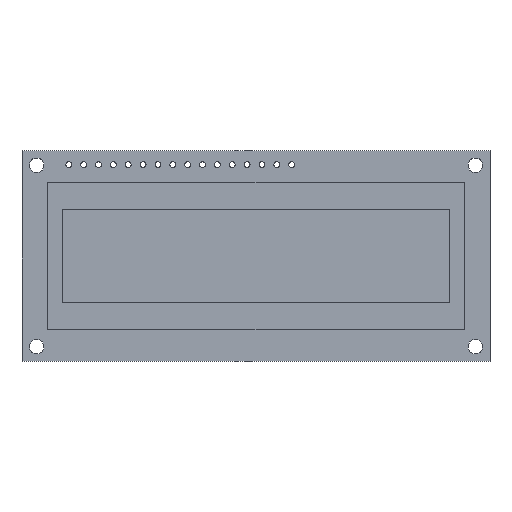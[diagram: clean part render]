
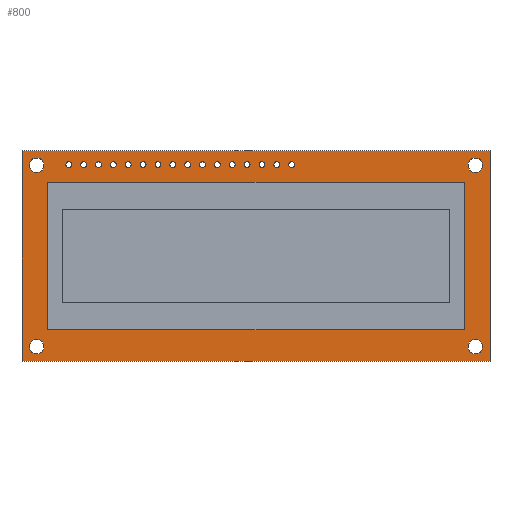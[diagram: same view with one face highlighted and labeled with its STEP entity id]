
A CAD part, top view. The second image highlights one B-rep face of the part: STEP entity #800.
In plain terms, the highlighted planar face has unit normal (0, 0, 1).
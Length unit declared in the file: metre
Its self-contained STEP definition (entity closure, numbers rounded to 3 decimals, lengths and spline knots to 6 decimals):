
#52=CIRCLE('',#1103,0.00125);
#53=CIRCLE('',#1105,0.00125);
#54=CIRCLE('',#1107,0.0005);
#55=CIRCLE('',#1109,0.0005);
#56=CIRCLE('',#1111,0.0005);
#57=CIRCLE('',#1113,0.0005);
#58=CIRCLE('',#1115,0.0005);
#59=CIRCLE('',#1117,0.0005);
#60=CIRCLE('',#1119,0.0005);
#61=CIRCLE('',#1121,0.0005);
#62=CIRCLE('',#1123,0.0005);
#63=CIRCLE('',#1125,0.0005);
#64=CIRCLE('',#1127,0.0005);
#65=CIRCLE('',#1129,0.0005);
#66=CIRCLE('',#1131,0.0005);
#67=CIRCLE('',#1133,0.0005);
#68=CIRCLE('',#1135,0.0005);
#69=CIRCLE('',#1137,0.0005);
#70=CIRCLE('',#1139,0.00125);
#71=CIRCLE('',#1141,0.00125);
#164=ORIENTED_EDGE('',*,*,#312,.F.);
#165=ORIENTED_EDGE('',*,*,#313,.F.);
#166=ORIENTED_EDGE('',*,*,#314,.T.);
#167=ORIENTED_EDGE('',*,*,#315,.T.);
#168=ORIENTED_EDGE('',*,*,#310,.T.);
#169=ORIENTED_EDGE('',*,*,#309,.F.);
#170=ORIENTED_EDGE('',*,*,#308,.F.);
#171=ORIENTED_EDGE('',*,*,#307,.F.);
#172=ORIENTED_EDGE('',*,*,#306,.F.);
#173=ORIENTED_EDGE('',*,*,#305,.F.);
#174=ORIENTED_EDGE('',*,*,#304,.F.);
#175=ORIENTED_EDGE('',*,*,#303,.F.);
#176=ORIENTED_EDGE('',*,*,#302,.F.);
#177=ORIENTED_EDGE('',*,*,#301,.F.);
#178=ORIENTED_EDGE('',*,*,#300,.F.);
#179=ORIENTED_EDGE('',*,*,#299,.F.);
#180=ORIENTED_EDGE('',*,*,#298,.F.);
#181=ORIENTED_EDGE('',*,*,#297,.F.);
#182=ORIENTED_EDGE('',*,*,#296,.F.);
#183=ORIENTED_EDGE('',*,*,#295,.F.);
#184=ORIENTED_EDGE('',*,*,#294,.F.);
#185=ORIENTED_EDGE('',*,*,#293,.F.);
#186=ORIENTED_EDGE('',*,*,#292,.T.);
#187=ORIENTED_EDGE('',*,*,#291,.F.);
#188=ORIENTED_EDGE('',*,*,#285,.F.);
#189=ORIENTED_EDGE('',*,*,#288,.T.);
#190=ORIENTED_EDGE('',*,*,#290,.T.);
#191=ORIENTED_EDGE('',*,*,#311,.F.);
#285=EDGE_CURVE('',#372,#373,#425,.T.);
#288=EDGE_CURVE('',#372,#374,#428,.T.);
#290=EDGE_CURVE('',#374,#375,#430,.T.);
#291=EDGE_CURVE('',#376,#376,#52,.T.);
#292=EDGE_CURVE('',#377,#377,#53,.T.);
#293=EDGE_CURVE('',#378,#378,#54,.T.);
#294=EDGE_CURVE('',#379,#379,#55,.T.);
#295=EDGE_CURVE('',#380,#380,#56,.T.);
#296=EDGE_CURVE('',#381,#381,#57,.T.);
#297=EDGE_CURVE('',#382,#382,#58,.T.);
#298=EDGE_CURVE('',#383,#383,#59,.T.);
#299=EDGE_CURVE('',#384,#384,#60,.T.);
#300=EDGE_CURVE('',#385,#385,#61,.T.);
#301=EDGE_CURVE('',#386,#386,#62,.T.);
#302=EDGE_CURVE('',#387,#387,#63,.T.);
#303=EDGE_CURVE('',#388,#388,#64,.T.);
#304=EDGE_CURVE('',#389,#389,#65,.T.);
#305=EDGE_CURVE('',#390,#390,#66,.T.);
#306=EDGE_CURVE('',#391,#391,#67,.T.);
#307=EDGE_CURVE('',#392,#392,#68,.T.);
#308=EDGE_CURVE('',#393,#393,#69,.T.);
#309=EDGE_CURVE('',#394,#394,#70,.T.);
#310=EDGE_CURVE('',#395,#395,#71,.T.);
#311=EDGE_CURVE('',#373,#375,#431,.T.);
#312=EDGE_CURVE('',#396,#397,#432,.T.);
#313=EDGE_CURVE('',#398,#396,#433,.T.);
#314=EDGE_CURVE('',#398,#399,#434,.T.);
#315=EDGE_CURVE('',#399,#397,#435,.T.);
#372=VERTEX_POINT('',#1447);
#373=VERTEX_POINT('',#1449);
#374=VERTEX_POINT('',#1453);
#375=VERTEX_POINT('',#1457);
#376=VERTEX_POINT('',#1461);
#377=VERTEX_POINT('',#1464);
#378=VERTEX_POINT('',#1467);
#379=VERTEX_POINT('',#1470);
#380=VERTEX_POINT('',#1473);
#381=VERTEX_POINT('',#1476);
#382=VERTEX_POINT('',#1479);
#383=VERTEX_POINT('',#1482);
#384=VERTEX_POINT('',#1485);
#385=VERTEX_POINT('',#1488);
#386=VERTEX_POINT('',#1491);
#387=VERTEX_POINT('',#1494);
#388=VERTEX_POINT('',#1497);
#389=VERTEX_POINT('',#1500);
#390=VERTEX_POINT('',#1503);
#391=VERTEX_POINT('',#1506);
#392=VERTEX_POINT('',#1509);
#393=VERTEX_POINT('',#1512);
#394=VERTEX_POINT('',#1515);
#395=VERTEX_POINT('',#1518);
#396=VERTEX_POINT('',#1523);
#397=VERTEX_POINT('',#1524);
#398=VERTEX_POINT('',#1526);
#399=VERTEX_POINT('',#1528);
#425=LINE('',#1448,#473);
#428=LINE('',#1454,#476);
#430=LINE('',#1458,#478);
#431=LINE('',#1520,#479);
#432=LINE('',#1522,#480);
#433=LINE('',#1525,#481);
#434=LINE('',#1527,#482);
#435=LINE('',#1529,#483);
#473=VECTOR('',#1223,1.);
#476=VECTOR('',#1228,1.);
#478=VECTOR('',#1232,1.);
#479=VECTOR('',#1315,1.);
#480=VECTOR('',#1318,1.);
#481=VECTOR('',#1319,1.);
#482=VECTOR('',#1320,1.);
#483=VECTOR('',#1321,1.);
#572=EDGE_LOOP('',(#164,#165,#166,#167));
#573=EDGE_LOOP('',(#168));
#574=EDGE_LOOP('',(#169));
#575=EDGE_LOOP('',(#170));
#576=EDGE_LOOP('',(#171));
#577=EDGE_LOOP('',(#172));
#578=EDGE_LOOP('',(#173));
#579=EDGE_LOOP('',(#174));
#580=EDGE_LOOP('',(#175));
#581=EDGE_LOOP('',(#176));
#582=EDGE_LOOP('',(#177));
#583=EDGE_LOOP('',(#178));
#584=EDGE_LOOP('',(#179));
#585=EDGE_LOOP('',(#180));
#586=EDGE_LOOP('',(#181));
#587=EDGE_LOOP('',(#182));
#588=EDGE_LOOP('',(#183));
#589=EDGE_LOOP('',(#184));
#590=EDGE_LOOP('',(#185));
#591=EDGE_LOOP('',(#186));
#592=EDGE_LOOP('',(#187));
#593=EDGE_LOOP('',(#188,#189,#190,#191));
#676=FACE_BOUND('',#572,.T.);
#677=FACE_BOUND('',#573,.T.);
#678=FACE_BOUND('',#574,.T.);
#679=FACE_BOUND('',#575,.T.);
#680=FACE_BOUND('',#576,.T.);
#681=FACE_BOUND('',#577,.T.);
#682=FACE_BOUND('',#578,.T.);
#683=FACE_BOUND('',#579,.T.);
#684=FACE_BOUND('',#580,.T.);
#685=FACE_BOUND('',#581,.T.);
#686=FACE_BOUND('',#582,.T.);
#687=FACE_BOUND('',#583,.T.);
#688=FACE_BOUND('',#584,.T.);
#689=FACE_BOUND('',#585,.T.);
#690=FACE_BOUND('',#586,.T.);
#691=FACE_BOUND('',#587,.T.);
#692=FACE_BOUND('',#588,.T.);
#693=FACE_BOUND('',#589,.T.);
#694=FACE_BOUND('',#590,.T.);
#695=FACE_BOUND('',#591,.T.);
#696=FACE_BOUND('',#592,.T.);
#697=FACE_BOUND('',#593,.T.);
#718=PLANE('',#1143);
#800=ADVANCED_FACE('',(#676,#677,#678,#679,#680,#681,#682,#683,#684,#685,
#686,#687,#688,#689,#690,#691,#692,#693,#694,#695,#696,#697),#718,.T.);
#1103=AXIS2_PLACEMENT_3D('',#1460,#1235,#1236);
#1105=AXIS2_PLACEMENT_3D('',#1463,#1239,#1240);
#1107=AXIS2_PLACEMENT_3D('',#1466,#1243,#1244);
#1109=AXIS2_PLACEMENT_3D('',#1469,#1247,#1248);
#1111=AXIS2_PLACEMENT_3D('',#1472,#1251,#1252);
#1113=AXIS2_PLACEMENT_3D('',#1475,#1255,#1256);
#1115=AXIS2_PLACEMENT_3D('',#1478,#1259,#1260);
#1117=AXIS2_PLACEMENT_3D('',#1481,#1263,#1264);
#1119=AXIS2_PLACEMENT_3D('',#1484,#1267,#1268);
#1121=AXIS2_PLACEMENT_3D('',#1487,#1271,#1272);
#1123=AXIS2_PLACEMENT_3D('',#1490,#1275,#1276);
#1125=AXIS2_PLACEMENT_3D('',#1493,#1279,#1280);
#1127=AXIS2_PLACEMENT_3D('',#1496,#1283,#1284);
#1129=AXIS2_PLACEMENT_3D('',#1499,#1287,#1288);
#1131=AXIS2_PLACEMENT_3D('',#1502,#1291,#1292);
#1133=AXIS2_PLACEMENT_3D('',#1505,#1295,#1296);
#1135=AXIS2_PLACEMENT_3D('',#1508,#1299,#1300);
#1137=AXIS2_PLACEMENT_3D('',#1511,#1303,#1304);
#1139=AXIS2_PLACEMENT_3D('',#1514,#1307,#1308);
#1141=AXIS2_PLACEMENT_3D('',#1517,#1311,#1312);
#1143=AXIS2_PLACEMENT_3D('',#1521,#1316,#1317);
#1223=DIRECTION('',(1.,0.,0.));
#1228=DIRECTION('',(0.,-1.,0.));
#1232=DIRECTION('',(1.,0.,0.));
#1235=DIRECTION('',(0.,0.,1.));
#1236=DIRECTION('',(1.,0.,0.));
#1239=DIRECTION('',(0.,0.,-1.));
#1240=DIRECTION('',(1.,0.,0.));
#1243=DIRECTION('',(0.,0.,1.));
#1244=DIRECTION('',(1.,0.,0.));
#1247=DIRECTION('',(0.,0.,1.));
#1248=DIRECTION('',(1.,0.,0.));
#1251=DIRECTION('',(0.,0.,1.));
#1252=DIRECTION('',(1.,0.,0.));
#1255=DIRECTION('',(0.,0.,1.));
#1256=DIRECTION('',(1.,0.,0.));
#1259=DIRECTION('',(0.,0.,1.));
#1260=DIRECTION('',(1.,0.,0.));
#1263=DIRECTION('',(0.,0.,1.));
#1264=DIRECTION('',(1.,0.,0.));
#1267=DIRECTION('',(0.,0.,1.));
#1268=DIRECTION('',(1.,0.,0.));
#1271=DIRECTION('',(0.,0.,1.));
#1272=DIRECTION('',(1.,0.,0.));
#1275=DIRECTION('',(0.,0.,1.));
#1276=DIRECTION('',(1.,0.,0.));
#1279=DIRECTION('',(0.,0.,1.));
#1280=DIRECTION('',(1.,0.,0.));
#1283=DIRECTION('',(0.,0.,1.));
#1284=DIRECTION('',(1.,0.,0.));
#1287=DIRECTION('',(0.,0.,1.));
#1288=DIRECTION('',(1.,0.,0.));
#1291=DIRECTION('',(0.,0.,1.));
#1292=DIRECTION('',(1.,0.,0.));
#1295=DIRECTION('',(0.,0.,1.));
#1296=DIRECTION('',(1.,0.,0.));
#1299=DIRECTION('',(0.,0.,1.));
#1300=DIRECTION('',(1.,0.,0.));
#1303=DIRECTION('',(0.,0.,1.));
#1304=DIRECTION('',(1.,0.,0.));
#1307=DIRECTION('',(0.,0.,1.));
#1308=DIRECTION('',(1.,0.,0.));
#1311=DIRECTION('',(0.,0.,-1.));
#1312=DIRECTION('',(1.,0.,0.));
#1315=DIRECTION('',(0.,-1.,0.));
#1316=DIRECTION('',(0.,0.,1.));
#1317=DIRECTION('',(1.,0.,0.));
#1318=DIRECTION('',(-1.,0.,0.));
#1319=DIRECTION('',(0.,1.,0.));
#1320=DIRECTION('',(-1.,0.,0.));
#1321=DIRECTION('',(0.,1.,0.));
#1447=CARTESIAN_POINT('',(-0.04,0.018,0.0008));
#1448=CARTESIAN_POINT('',(0.,0.018,0.0008));
#1449=CARTESIAN_POINT('',(0.04,0.018,0.0008));
#1453=CARTESIAN_POINT('',(-0.04,-0.018,0.0008));
#1454=CARTESIAN_POINT('',(-0.04,0.,0.0008));
#1457=CARTESIAN_POINT('',(0.04,-0.018,0.0008));
#1458=CARTESIAN_POINT('',(0.,-0.018,0.0008));
#1460=CARTESIAN_POINT('',(-0.0375,0.0155,0.0008));
#1461=CARTESIAN_POINT('',(-0.03625,0.0155,0.0008));
#1463=CARTESIAN_POINT('',(-0.0375,-0.0155,0.0008));
#1464=CARTESIAN_POINT('',(-0.03625,-0.0155,0.0008));
#1466=CARTESIAN_POINT('',(-0.032,0.0156,0.0008));
#1467=CARTESIAN_POINT('',(-0.0315,0.0156,0.0008));
#1469=CARTESIAN_POINT('',(-0.02946,0.0156,0.0008));
#1470=CARTESIAN_POINT('',(-0.02896,0.0156,0.0008));
#1472=CARTESIAN_POINT('',(-0.02692,0.0156,0.0008));
#1473=CARTESIAN_POINT('',(-0.02642,0.0156,0.0008));
#1475=CARTESIAN_POINT('',(-0.02438,0.0156,0.0008));
#1476=CARTESIAN_POINT('',(-0.02388,0.0156,0.0008));
#1478=CARTESIAN_POINT('',(-0.02184,0.0156,0.0008));
#1479=CARTESIAN_POINT('',(-0.02134,0.0156,0.0008));
#1481=CARTESIAN_POINT('',(-0.0193,0.0156,0.0008));
#1482=CARTESIAN_POINT('',(-0.0188,0.0156,0.0008));
#1484=CARTESIAN_POINT('',(-0.01676,0.0156,0.0008));
#1485=CARTESIAN_POINT('',(-0.01626,0.0156,0.0008));
#1487=CARTESIAN_POINT('',(-0.01422,0.0156,0.0008));
#1488=CARTESIAN_POINT('',(-0.01372,0.0156,0.0008));
#1490=CARTESIAN_POINT('',(-0.01168,0.0156,0.0008));
#1491=CARTESIAN_POINT('',(-0.01118,0.0156,0.0008));
#1493=CARTESIAN_POINT('',(-0.00914,0.0156,0.0008));
#1494=CARTESIAN_POINT('',(-0.00864,0.0156,0.0008));
#1496=CARTESIAN_POINT('',(-0.0066,0.0156,0.0008));
#1497=CARTESIAN_POINT('',(-0.0061,0.0156,0.0008));
#1499=CARTESIAN_POINT('',(-0.00406,0.0156,0.0008));
#1500=CARTESIAN_POINT('',(-0.00356,0.0156,0.0008));
#1502=CARTESIAN_POINT('',(-0.00152,0.0156,0.0008));
#1503=CARTESIAN_POINT('',(-0.00102,0.0156,0.0008));
#1505=CARTESIAN_POINT('',(0.00102,0.0156,0.0008));
#1506=CARTESIAN_POINT('',(0.00152,0.0156,0.0008));
#1508=CARTESIAN_POINT('',(0.00356,0.0156,0.0008));
#1509=CARTESIAN_POINT('',(0.00406,0.0156,0.0008));
#1511=CARTESIAN_POINT('',(0.0061,0.0156,0.0008));
#1512=CARTESIAN_POINT('',(0.0066,0.0156,0.0008));
#1514=CARTESIAN_POINT('',(0.0375,-0.0155,0.0008));
#1515=CARTESIAN_POINT('',(0.03875,-0.0155,0.0008));
#1517=CARTESIAN_POINT('',(0.0375,0.0155,0.0008));
#1518=CARTESIAN_POINT('',(0.03875,0.0155,0.0008));
#1520=CARTESIAN_POINT('',(0.04,0.,0.0008));
#1521=CARTESIAN_POINT('',(0.,0.,0.0008));
#1522=CARTESIAN_POINT('',(0.,0.0126,0.0008));
#1523=CARTESIAN_POINT('',(0.0356,0.0126,0.0008));
#1524=CARTESIAN_POINT('',(-0.0356,0.0126,0.0008));
#1525=CARTESIAN_POINT('',(0.0356,0.,0.0008));
#1526=CARTESIAN_POINT('',(0.0356,-0.0126,0.0008));
#1527=CARTESIAN_POINT('',(0.,-0.0126,0.0008));
#1528=CARTESIAN_POINT('',(-0.0356,-0.0126,0.0008));
#1529=CARTESIAN_POINT('',(-0.0356,0.,0.0008));
